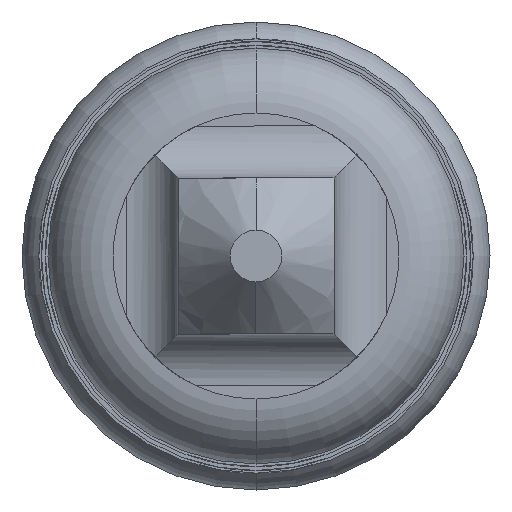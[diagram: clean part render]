
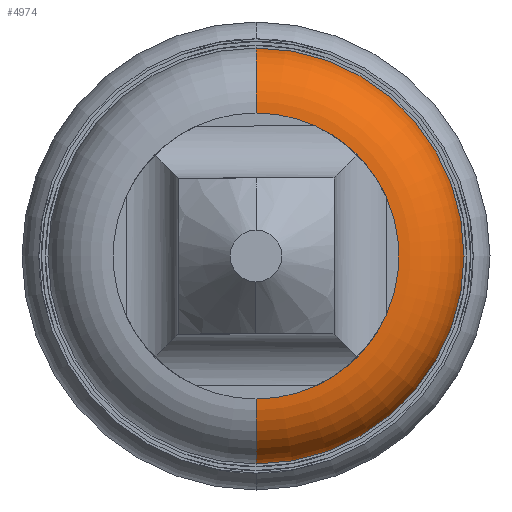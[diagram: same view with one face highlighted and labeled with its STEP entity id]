
A CAD part, front view. The second image highlights one B-rep face of the part: STEP entity #4974.
In plain terms, the highlighted toroidal (fillet/blend) face has major radius 0.55 mm and minor radius 0.25 mm.
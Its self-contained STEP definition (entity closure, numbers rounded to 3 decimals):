
#60 = DIRECTION ( 'NONE',  ( 0., 1., 0. ) ) ;
#250 = VERTEX_POINT ( 'NONE', #3789 ) ;
#454 = VERTEX_POINT ( 'NONE', #2980 ) ;
#598 = CIRCLE ( 'NONE', #3880, 0.55 ) ;
#654 = ORIENTED_EDGE ( 'NONE', *, *, #10748, .F. ) ;
#1019 = EDGE_CURVE ( 'Defeature ausgef�hrt1_72+Defeature ausgef�hrt1_64+Defeature ausgef�hrt1_66+Defeature ausgef�hrt1_61', #2590, #250, #6118, .T. ) ;
#1730 = DIRECTION ( 'NONE',  ( 0., 0., 1. ) ) ;
#1761 = CARTESIAN_POINT ( 'NONE',  ( 0., -27.5, 0. ) ) ;
#1932 = DIRECTION ( 'NONE',  ( -1., 0., 0. ) ) ;
#2036 = DIRECTION ( 'NONE',  ( 0., -1., 0. ) ) ;
#2315 = ORIENTED_EDGE ( 'NONE', *, *, #3426, .T. ) ;
#2590 = VERTEX_POINT ( 'NONE', #5857 ) ;
#2598 = CARTESIAN_POINT ( 'NONE',  ( 0., -27.25, -0.8 ) ) ;
#2920 = AXIS2_PLACEMENT_3D ( 'NONE', #5840, #5806, #9266 ) ;
#2980 = CARTESIAN_POINT ( 'NONE',  ( 0.229, -27.5, -0.5 ) ) ;
#3018 = VERTEX_POINT ( 'NONE', #7823 ) ;
#3160 = VERTEX_POINT ( 'NONE', #8087 ) ;
#3426 = EDGE_CURVE ( 'NONE', #3160, #9467, #9955, .T. ) ;
#3466 = CARTESIAN_POINT ( 'NONE',  ( 0., -27.25, 0. ) ) ;
#3469 = VERTEX_POINT ( 'NONE', #10251 ) ;
#3614 = CARTESIAN_POINT ( 'NONE',  ( 0., -27.5, 0. ) ) ;
#3660 = AXIS2_PLACEMENT_3D ( 'NONE', #3466, #60, #6106 ) ;
#3784 = CARTESIAN_POINT ( 'NONE',  ( 0., -27.5, 0. ) ) ;
#3789 = CARTESIAN_POINT ( 'NONE',  ( 0.5, -27.5, 0.229 ) ) ;
#3880 = AXIS2_PLACEMENT_3D ( 'NONE', #3784, #8793, #7885 ) ;
#4330 = CIRCLE ( 'NONE', #4804, 0.55 ) ;
#4705 = FACE_OUTER_BOUND ( 'NONE', #11048, .T. ) ;
#4804 = AXIS2_PLACEMENT_3D ( 'NONE', #7178, #2036, #7016 ) ;
#4814 = DIRECTION ( 'NONE',  ( 0., 1., 0. ) ) ;
#4974 = ADVANCED_FACE ( 'Defeature ausgef�hrt1_72', ( #4705 ), #9002, .T. ) ;
#5057 = CARTESIAN_POINT ( 'NONE',  ( 0., -27.25, -0.55 ) ) ;
#5305 = DIRECTION ( 'NONE',  ( 0., 0., 1. ) ) ;
#5306 = ORIENTED_EDGE ( 'NONE', *, *, #8436, .T. ) ;
#5451 = AXIS2_PLACEMENT_3D ( 'NONE', #5057, #11040, #7678 ) ;
#5597 = DIRECTION ( 'NONE',  ( 0., 0., 1. ) ) ;
#5806 = DIRECTION ( 'NONE',  ( 0., 1., 0. ) ) ;
#5840 = CARTESIAN_POINT ( 'NONE',  ( 0., -27.5, 0. ) ) ;
#5857 = CARTESIAN_POINT ( 'NONE',  ( 0.229, -27.5, 0.5 ) ) ;
#5948 = AXIS2_PLACEMENT_3D ( 'NONE', #9942, #4814, #5597 ) ;
#6042 = AXIS2_PLACEMENT_3D ( 'NONE', #1761, #6948, #1730 ) ;
#6106 = DIRECTION ( 'NONE',  ( 0., 0., 1. ) ) ;
#6118 = CIRCLE ( 'NONE', #2920, 0.55 ) ;
#6433 = CARTESIAN_POINT ( 'NONE',  ( 0.5, -27.5, -0.229 ) ) ;
#6926 = EDGE_CURVE ( 'NONE', #3469, #3018, #9303, .T. ) ;
#6948 = DIRECTION ( 'NONE',  ( 0., -1., 0. ) ) ;
#6978 = DIRECTION ( 'NONE',  ( 0., 0., 1. ) ) ;
#7016 = DIRECTION ( 'NONE',  ( 0., 0., 1. ) ) ;
#7178 = CARTESIAN_POINT ( 'NONE',  ( 0., -27.5, 0. ) ) ;
#7678 = DIRECTION ( 'NONE',  ( 0., 0., -1. ) ) ;
#7680 = EDGE_CURVE ( 'Defeature ausgef�hrt1_66+Defeature ausgef�hrt1_72+Defeature ausgef�hrt1_71+Defeature ausgef�hrt1_71', #2590, #3469, #10229, .T. ) ;
#7823 = CARTESIAN_POINT ( 'NONE',  ( 0., -27.25, 0.8 ) ) ;
#7842 = ORIENTED_EDGE ( 'NONE', *, *, #1019, .T. ) ;
#7885 = DIRECTION ( 'NONE',  ( 0., 0., 1. ) ) ;
#8087 = CARTESIAN_POINT ( 'NONE',  ( 0., -27.5, -0.55 ) ) ;
#8436 = EDGE_CURVE ( 'Defeature ausgef�hrt1_72+Defeature ausgef�hrt1_67+Defeature ausgef�hrt1_61+Defeature ausgef�hrt1_60', #8667, #454, #598, .T. ) ;
#8510 = ORIENTED_EDGE ( 'NONE', *, *, #6926, .F. ) ;
#8596 = EDGE_CURVE ( 'Defeature ausgef�hrt1_61+Defeature ausgef�hrt1_72+Defeature ausgef�hrt1_69+Defeature ausgef�hrt1_69', #8667, #250, #4330, .T. ) ;
#8667 = VERTEX_POINT ( 'NONE', #6433 ) ;
#8783 = ORIENTED_EDGE ( 'NONE', *, *, #7680, .F. ) ;
#8793 = DIRECTION ( 'NONE',  ( 0., 1., 0. ) ) ;
#8872 = CIRCLE ( 'NONE', #5948, 0.8 ) ;
#8877 = EDGE_CURVE ( 'Defeature ausgef�hrt1_65+Defeature ausgef�hrt1_72+Defeature ausgef�hrt1_72+Defeature ausgef�hrt1_72', #3018, #9467, #8872, .T. ) ;
#9002 = TOROIDAL_SURFACE ( 'NONE', #3660, 0.55, 0.25 ) ;
#9266 = DIRECTION ( 'NONE',  ( 0., 0., 1. ) ) ;
#9303 = CIRCLE ( 'NONE', #10997, 0.25 ) ;
#9330 = ORIENTED_EDGE ( 'NONE', *, *, #8877, .F. ) ;
#9364 = AXIS2_PLACEMENT_3D ( 'NONE', #3614, #10350, #6978 ) ;
#9467 = VERTEX_POINT ( 'NONE', #2598 ) ;
#9942 = CARTESIAN_POINT ( 'NONE',  ( 0., -27.25, 0. ) ) ;
#9955 = CIRCLE ( 'NONE', #5451, 0.25 ) ;
#10068 = CIRCLE ( 'NONE', #6042, 0.55 ) ;
#10229 = CIRCLE ( 'NONE', #9364, 0.55 ) ;
#10251 = CARTESIAN_POINT ( 'NONE',  ( 0., -27.5, 0.55 ) ) ;
#10350 = DIRECTION ( 'NONE',  ( 0., -1., 0. ) ) ;
#10433 = CARTESIAN_POINT ( 'NONE',  ( 0., -27.25, 0.55 ) ) ;
#10661 = ORIENTED_EDGE ( 'NONE', *, *, #8596, .F. ) ;
#10748 = EDGE_CURVE ( 'Defeature ausgef�hrt1_60+Defeature ausgef�hrt1_72+Defeature ausgef�hrt1_70+Defeature ausgef�hrt1_70', #3160, #454, #10068, .T. ) ;
#10997 = AXIS2_PLACEMENT_3D ( 'NONE', #10433, #1932, #5305 ) ;
#11040 = DIRECTION ( 'NONE',  ( 1., 0., 0. ) ) ;
#11048 = EDGE_LOOP ( 'NONE', ( #654, #2315, #9330, #8510, #8783, #7842, #10661, #5306 ) ) ;
